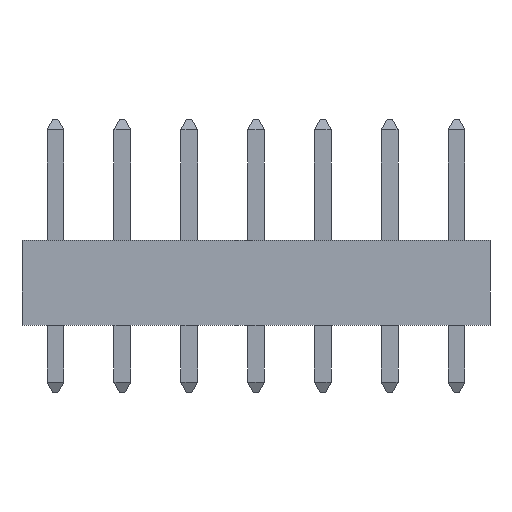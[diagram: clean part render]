
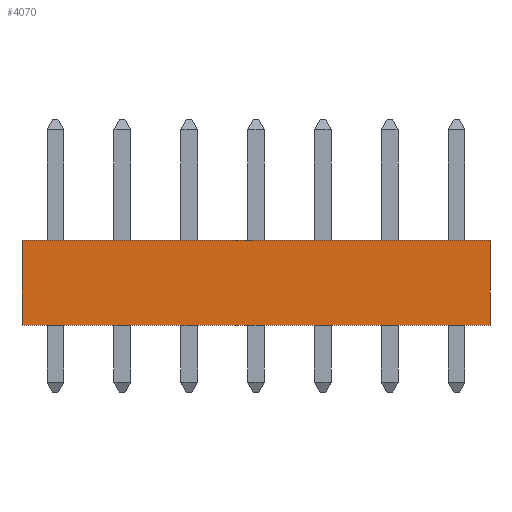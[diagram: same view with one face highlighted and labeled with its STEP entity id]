
A CAD part, front view. The second image highlights one B-rep face of the part: STEP entity #4070.
In plain terms, the highlighted planar face has unit normal (0, -1, 0).
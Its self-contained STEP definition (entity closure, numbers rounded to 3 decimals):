
#3947 = CARTESIAN_POINT ( 'NONE',  ( 13., -1., 0. ) ) ;
#3948 = VERTEX_POINT ( 'NONE', #3947 ) ;
#3965 = CARTESIAN_POINT ( 'NONE',  ( 13., -1., 2.54 ) ) ;
#3966 = VERTEX_POINT ( 'NONE', #3965 ) ;
#3973 = CARTESIAN_POINT ( 'NONE',  ( 13., -1., 2.54 ) ) ;
#3974 = DIRECTION ( 'NONE',  ( 0., 0., -1. ) ) ;
#3975 = VECTOR ( 'NONE', #3974, 1000. ) ;
#3976 = LINE ( 'NONE', #3973, #3975 ) ;
#3977 = EDGE_CURVE ( 'NONE', #3966, #3948, #3976, .T. ) ;
#4018 = CARTESIAN_POINT ( 'NONE',  ( -1., -1., 0. ) ) ;
#4019 = VERTEX_POINT ( 'NONE', #4018 ) ;
#4026 = CARTESIAN_POINT ( 'NONE',  ( -1., -1., 2.54 ) ) ;
#4027 = VERTEX_POINT ( 'NONE', #4026 ) ;
#4028 = CARTESIAN_POINT ( 'NONE',  ( -1., -1., 2.54 ) ) ;
#4029 = DIRECTION ( 'NONE',  ( 0., 0., -1. ) ) ;
#4030 = VECTOR ( 'NONE', #4029, 1000. ) ;
#4031 = LINE ( 'NONE', #4028, #4030 ) ;
#4032 = EDGE_CURVE ( 'NONE', #4027, #4019, #4031, .T. ) ;
#4049 = CARTESIAN_POINT ( 'NONE',  ( -1., -1., 0. ) ) ;
#4050 = DIRECTION ( 'NONE',  ( 1., 0., 0. ) ) ;
#4051 = VECTOR ( 'NONE', #4050, 1000. ) ;
#4052 = LINE ( 'NONE', #4049, #4051 ) ;
#4053 = EDGE_CURVE ( 'NONE', #4019, #3948, #4052, .T. ) ;
#4054 = ORIENTED_EDGE ( 'NONE', *, *, #4053, .T. ) ;
#4055 = ORIENTED_EDGE ( 'NONE', *, *, #3977, .F. ) ;
#4056 = CARTESIAN_POINT ( 'NONE',  ( -1., -1., 2.54 ) ) ;
#4057 = DIRECTION ( 'NONE',  ( 1., 0., 0. ) ) ;
#4058 = VECTOR ( 'NONE', #4057, 1000. ) ;
#4059 = LINE ( 'NONE', #4056, #4058 ) ;
#4060 = EDGE_CURVE ( 'NONE', #4027, #3966, #4059, .T. ) ;
#4061 = ORIENTED_EDGE ( 'NONE', *, *, #4060, .F. ) ;
#4062 = ORIENTED_EDGE ( 'NONE', *, *, #4032, .T. ) ;
#4063 = EDGE_LOOP ( 'NONE', ( #4054, #4055, #4061, #4062 ) ) ;
#4064 = FACE_OUTER_BOUND ( 'NONE', #4063, .T. ) ;
#4065 = CARTESIAN_POINT ( 'NONE',  ( -1., -1., 2.54 ) ) ;
#4066 = DIRECTION ( 'NONE',  ( 0., 1., 0. ) ) ;
#4067 = DIRECTION ( 'NONE',  ( -1., 0., 0. ) ) ;
#4068 = AXIS2_PLACEMENT_3D ( 'NONE', #4065, #4066, #4067 ) ;
#4069 = PLANE ( 'NONE', #4068 ) ;
#4070 = ADVANCED_FACE ( 'NONE', ( #4064 ), #4069, .F. ) ;
